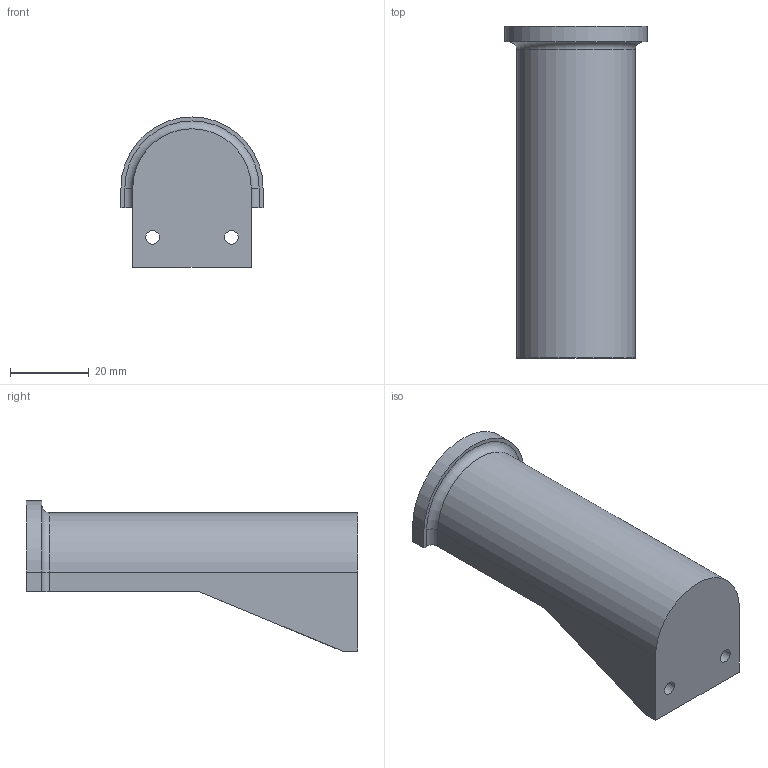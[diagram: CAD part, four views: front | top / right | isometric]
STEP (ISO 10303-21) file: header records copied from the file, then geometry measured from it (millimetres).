
FILE_DESCRIPTION(/* description */ (''),/* implementation_level */ '2;1');
FILE_NAME(/* name */ 'Spool Mount.step',/* time_stamp */ '2020-06-08T21:18:30-05:00',/* author */ (''),/* organization */ (''),/* preprocessor_version */ 'ST-DEVELOPER v18.1',/* originating_system */ 'Autodesk Translation Framework v9.3.0.1241',/* authorisation */ '');
FILE_SCHEMA (('AUTOMOTIVE_DESIGN { 1 0 10303 214 3 1 1 }'));
Length unit declared in the file: millimetre
Products named in the file (1): Spool Mount
Bounding box: 36 x 84 x 38 mm (x, y, z)
Volume: 51048.6 mm3; surface area: 10873.7 mm2
Topology: 1 solids, 1 shells, 283 faces, 801 edges, 532 vertices
Faces by surface type: bspline 187, plane 87, cylinder 8, torus 1
Full cylindrical faces by diameter (mm): 3.5 x2, 8 x2
Entity records: 10839 total; most frequent: CARTESIAN_POINT 4784, ORIENTED_EDGE 1586, EDGE_CURVE 793, DIRECTION 630, VERTEX_POINT 528, LINE 402, VECTOR 402, B_SPLINE_CURVE_WITH_KNOTS 374
